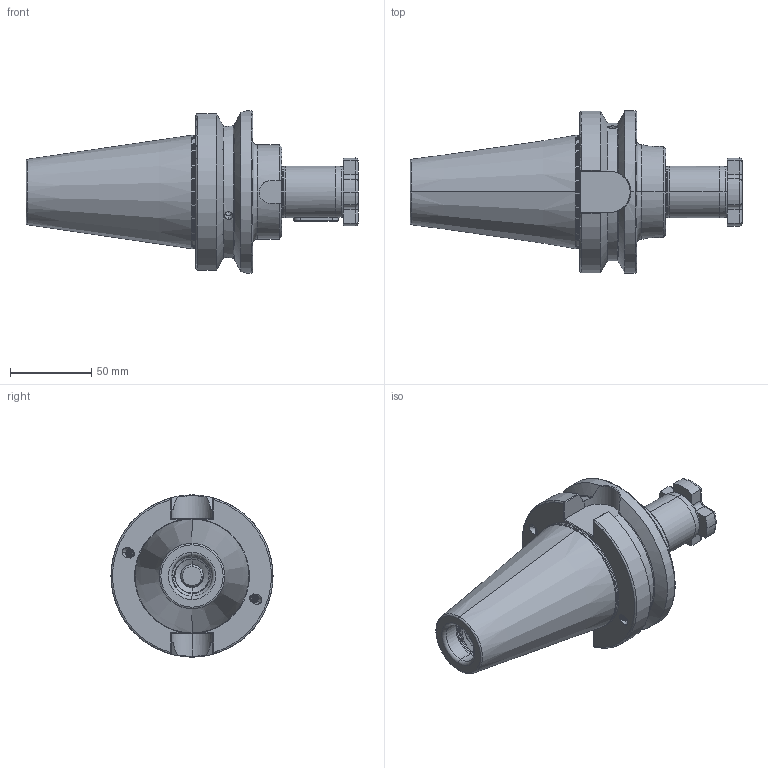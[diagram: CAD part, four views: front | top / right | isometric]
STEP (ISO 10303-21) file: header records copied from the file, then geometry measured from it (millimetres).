
FILE_DESCRIPTION (( 'STEP AP203' ), '1' );
FILE_NAME ('506.10.32.STEP', '2016-11-26T01:34:59', ( '' ), ( '' ), 'SwSTEP 2.0', 'SolidWorks 2012', '' );
FILE_SCHEMA (( 'CONFIG_CONTROL_DESIGN' ));
Length unit declared in the file: millimetre
Products named in the file (4): 十字螺絲FMB32; SC32用鍵_8x7x28L; 506.10.32
Assembly tree (3 placements, depth 2):
  506.10.32
    506.10.32
    十字螺絲FMB32
    SC32用鍵_8x7x28L
Bounding box: 204.8 x 100 x 100 mm (x, y, z)
Volume: 517446.5 mm3; surface area: 74020.9 mm2
Topology: 3 solids, 3 shells, 350 faces, 926 edges, 583 vertices
Faces by surface type: cylinder 181, plane 66, torus 41, cone 40, bspline 22
Entity records: 23479 total; most frequent: CARTESIAN_POINT 15312, ORIENTED_EDGE 1844, DIRECTION 1428, EDGE_CURVE 922, VERTEX_POINT 583, AXIS2_PLACEMENT_3D 550, EDGE_LOOP 367, FACE_OUTER_BOUND 350
